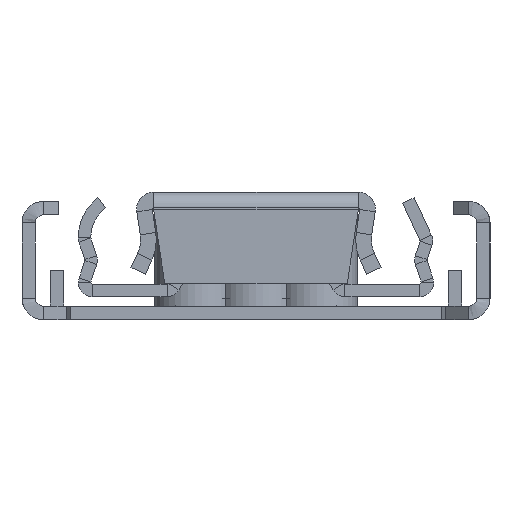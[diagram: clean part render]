
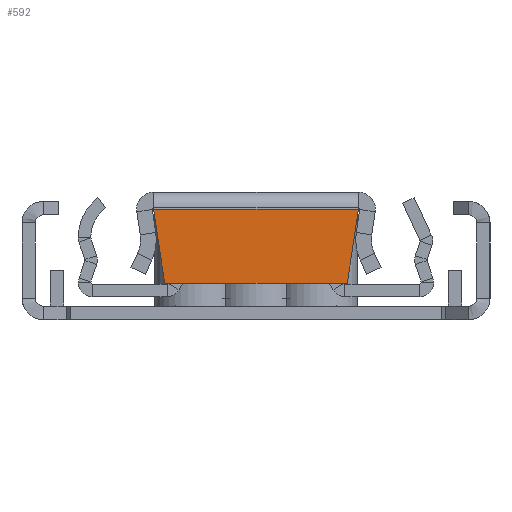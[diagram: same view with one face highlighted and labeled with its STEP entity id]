
A CAD part, left-side view. The second image highlights one B-rep face of the part: STEP entity #592.
In plain terms, the highlighted planar face has unit normal (-1, 0, 0).
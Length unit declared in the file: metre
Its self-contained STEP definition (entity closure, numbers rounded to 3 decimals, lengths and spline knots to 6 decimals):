
#592 = ADVANCED_FACE( '', ( #1574 ), #1575, .F. );
#1574 = FACE_OUTER_BOUND( '', #2729, .T. );
#1575 = PLANE( '', #2730 );
#2729 = EDGE_LOOP( '', ( #6193, #6194, #6195, #6196 ) );
#2730 = AXIS2_PLACEMENT_3D( '', #6197, #6198, #6199 );
#6193 = ORIENTED_EDGE( '', *, *, #7434, .T. );
#6194 = ORIENTED_EDGE( '', *, *, #7427, .T. );
#6195 = ORIENTED_EDGE( '', *, *, #7424, .T. );
#6196 = ORIENTED_EDGE( '', *, *, #7430, .T. );
#6197 = CARTESIAN_POINT( '', ( -0.001524, 0., 0.00442 ) );
#6198 = DIRECTION( '', ( 1., 0., 0. ) );
#6199 = DIRECTION( '', ( 0., 1., 0. ) );
#7424 = EDGE_CURVE( '', #9218, #9215, #9219, .T. );
#7427 = EDGE_CURVE( '', #9223, #9218, #9224, .T. );
#7430 = EDGE_CURVE( '', #9215, #9228, #9229, .T. );
#7434 = EDGE_CURVE( '', #9228, #9223, #9234, .F. );
#9215 = VERTEX_POINT( '', #12035 );
#9218 = VERTEX_POINT( '', #12039 );
#9219 = LINE( '', #12040, #12041 );
#9223 = VERTEX_POINT( '', #12047 );
#9224 = LINE( '', #12048, #12049 );
#9228 = VERTEX_POINT( '', #12055 );
#9229 = LINE( '', #12056, #12057 );
#9234 = LINE( '', #12065, #12066 );
#12035 = CARTESIAN_POINT( '', ( -0.001524, 0.008879, 0.008839 ) );
#12039 = CARTESIAN_POINT( '', ( -0.001524, -0.008879, 0.008839 ) );
#12040 = CARTESIAN_POINT( '', ( -0.001524, 0., 0.008839 ) );
#12041 = VECTOR( '', #13752, 1. );
#12047 = CARTESIAN_POINT( '', ( -0.001524, -0.009957, 0.001651 ) );
#12048 = CARTESIAN_POINT( '', ( -0.001524, -0.009542, 0.00442 ) );
#12049 = VECTOR( '', #13755, 1. );
#12055 = CARTESIAN_POINT( '', ( -0.001524, 0.009957, 0.001651 ) );
#12056 = CARTESIAN_POINT( '', ( -0.001524, 0.009542, 0.00442 ) );
#12057 = VECTOR( '', #13758, 1. );
#12065 = CARTESIAN_POINT( '', ( -0.001524, 0., 0.001651 ) );
#12066 = VECTOR( '', #13762, 1. );
#13752 = DIRECTION( '', ( 0., 1., 0. ) );
#13755 = DIRECTION( '', ( 0., 0.148, 0.989 ) );
#13758 = DIRECTION( '', ( 0., 0.148, -0.989 ) );
#13762 = DIRECTION( '', ( 0., 1., 0. ) );
